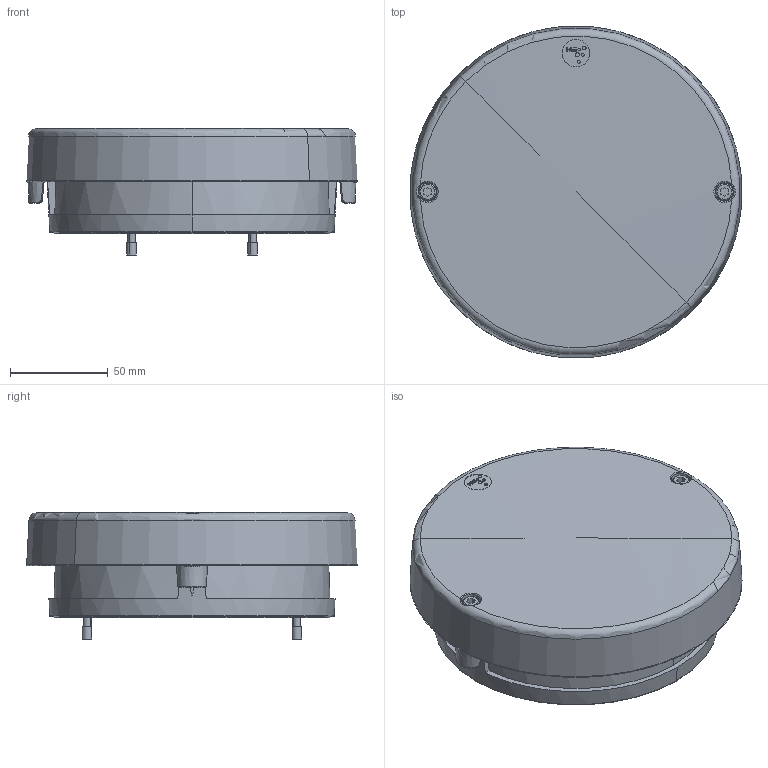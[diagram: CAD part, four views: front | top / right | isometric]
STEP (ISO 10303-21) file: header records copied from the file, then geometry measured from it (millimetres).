
FILE_DESCRIPTION(('CATIA V5 STEP Exchange','CAx-IF Rec.Pracs.--- Model Styling and Organization---1.4--- 2014-01-23'),'2;1');
FILE_NAME('088062_AllCATPart.stp','2019-03-08T13:56:52+00:00',('none'),('none'),'CATIA Version 5-6 Release 2017 SP3','CATIA V5 STEP AP214','none');
FILE_SCHEMA(('AUTOMOTIVE_DESIGN { 1 0 10303 214 1 1 1 1 }'));
Length unit declared in the file: millimetre
Products named in the file (1): 088062_AllCATPart
Bounding box: 169.9 x 169.9 x 65.5 mm (x, y, z)
Volume: 275185.4 mm3; surface area: 172279.1 mm2
Topology: 16 solids, 20 shells, 2684 faces, 6732 edges, 4072 vertices
Faces by surface type: plane 790, bspline 721, torus 397, cone 358, cylinder 281, sphere 132, extrusion 5
Entity records: 142958 total; most frequent: CARTESIAN_POINT 90487, ORIENTED_EDGE 13218, EDGE_CURVE 6609, DIRECTION 6380, VERTEX_POINT 4062, AXIS2_PLACEMENT_3D 3484, B_SPLINE_CURVE_WITH_KNOTS 3370, EDGE_LOOP 2823
